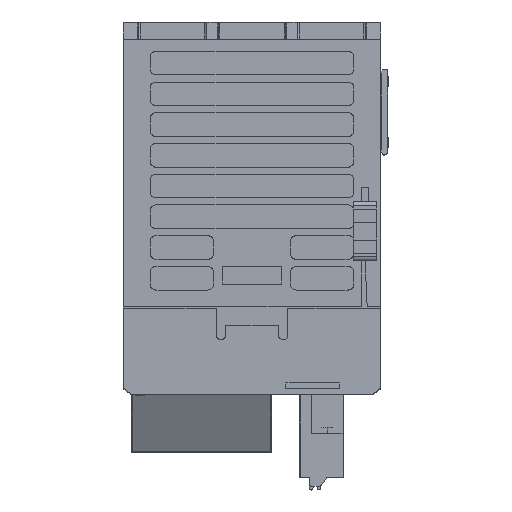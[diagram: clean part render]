
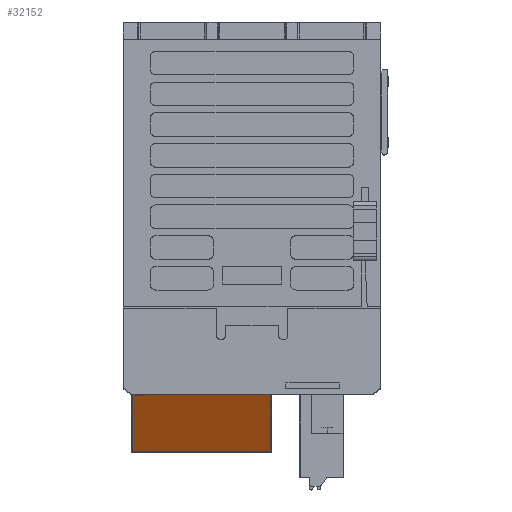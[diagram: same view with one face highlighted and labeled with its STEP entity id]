
A CAD part, top view. The second image highlights one B-rep face of the part: STEP entity #32152.
In plain terms, the highlighted face is planar.
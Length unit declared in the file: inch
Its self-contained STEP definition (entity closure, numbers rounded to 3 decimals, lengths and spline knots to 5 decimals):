
#719 = CARTESIAN_POINT ( 'NONE',  ( -0.79862, 0.08752, 2.74248 ) ) ;
#5977 = LINE ( 'NONE', #10224, #62256 ) ;
#7829 = CARTESIAN_POINT ( 'NONE',  ( 0.12953, 0.8696, 1.38788 ) ) ;
#10224 = CARTESIAN_POINT ( 'NONE',  ( 0.12953, 0.30594, 2.36418 ) ) ;
#10693 = EDGE_CURVE ( 'NONE', #23668, #22954, #48667, .T. ) ;
#12710 = VECTOR ( 'NONE', #37361, 39.37008 ) ;
#13137 = PLANE ( 'NONE',  #59988 ) ;
#15521 = ORIENTED_EDGE ( 'NONE', *, *, #10693, .T. ) ;
#22954 = VERTEX_POINT ( 'NONE', #50167 ) ;
#23668 = VERTEX_POINT ( 'NONE', #29009 ) ;
#24729 = CARTESIAN_POINT ( 'NONE',  ( -0.79862, 0.8696, 1.38788 ) ) ;
#25058 = DIRECTION ( 'NONE',  ( 1., 0., 0. ) ) ;
#29009 = CARTESIAN_POINT ( 'NONE',  ( 0.12559, 0.08752, 2.74248 ) ) ;
#31803 = VERTEX_POINT ( 'NONE', #719 ) ;
#31881 = DIRECTION ( 'NONE',  ( 0., 0.866, 0.5 ) ) ;
#32152 = ADVANCED_FACE ( 'NONE', ( #41773 ), #13137, .T. ) ;
#32817 = VECTOR ( 'NONE', #35359, 39.37008 ) ;
#33388 = EDGE_CURVE ( 'NONE', #64818, #31803, #51967, .T. ) ;
#35359 = DIRECTION ( 'NONE',  ( 0., -0.5, 0.866 ) ) ;
#37361 = DIRECTION ( 'NONE',  ( 0., 0.5, -0.866 ) ) ;
#40713 = EDGE_CURVE ( 'NONE', #31803, #23668, #62925, .T. ) ;
#41773 = FACE_OUTER_BOUND ( 'NONE', #65462, .T. ) ;
#42206 = VECTOR ( 'NONE', #25058, 39.37008 ) ;
#46252 = ORIENTED_EDGE ( 'NONE', *, *, #52612, .T. ) ;
#46846 = ORIENTED_EDGE ( 'NONE', *, *, #33388, .T. ) ;
#47725 = DIRECTION ( 'NONE',  ( -1., 0., 0. ) ) ;
#48125 = DIRECTION ( 'NONE',  ( 0., -0.5, 0.866 ) ) ;
#48667 = LINE ( 'NONE', #54345, #12710 ) ;
#50167 = CARTESIAN_POINT ( 'NONE',  ( 0.12559, 0.30594, 2.36418 ) ) ;
#51967 = LINE ( 'NONE', #24729, #32817 ) ;
#52254 = ORIENTED_EDGE ( 'NONE', *, *, #40713, .T. ) ;
#52612 = EDGE_CURVE ( 'NONE', #22954, #64818, #5977, .T. ) ;
#52641 = CARTESIAN_POINT ( 'NONE',  ( 0.12953, 0.08752, 2.74248 ) ) ;
#54345 = CARTESIAN_POINT ( 'NONE',  ( 0.12559, 0.8696, 1.38788 ) ) ;
#59988 = AXIS2_PLACEMENT_3D ( 'NONE', #7829, #31881, #48125 ) ;
#62256 = VECTOR ( 'NONE', #47725, 39.37008 ) ;
#62925 = LINE ( 'NONE', #52641, #42206 ) ;
#64818 = VERTEX_POINT ( 'NONE', #64905 ) ;
#64905 = CARTESIAN_POINT ( 'NONE',  ( -0.79862, 0.30594, 2.36418 ) ) ;
#65462 = EDGE_LOOP ( 'NONE', ( #46846, #52254, #15521, #46252 ) ) ;
